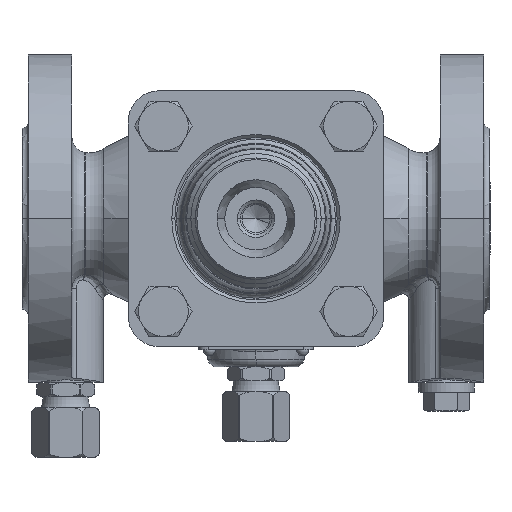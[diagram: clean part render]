
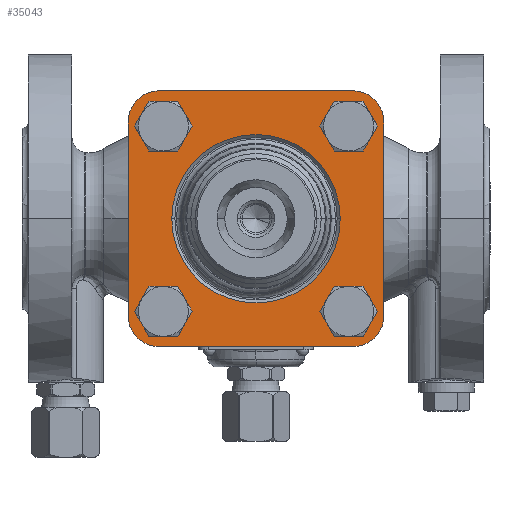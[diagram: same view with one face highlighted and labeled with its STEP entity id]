
A CAD part, front view. The second image highlights one B-rep face of the part: STEP entity #35043.
In plain terms, the highlighted planar face has unit normal (0, -1, 0).
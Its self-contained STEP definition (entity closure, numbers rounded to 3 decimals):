
#34594=CARTESIAN_POINT('',(-31.,0.,31.));
#34595=DIRECTION('',(0.,-1.,0.));
#34596=DIRECTION('',(0.,0.,1.));
#34597=AXIS2_PLACEMENT_3D('',#34594,#34595,#34596);
#34599=DIRECTION('',(1.,0.,0.));
#34600=VECTOR('',#34599,62.);
#34601=CARTESIAN_POINT('',(-31.,0.,41.));
#34602=LINE('',#34601,#34600);
#34603=CARTESIAN_POINT('',(31.,0.,31.));
#34604=DIRECTION('',(0.,-1.,0.));
#34605=DIRECTION('',(1.,0.,0.));
#34606=AXIS2_PLACEMENT_3D('',#34603,#34604,#34605);
#34608=DIRECTION('',(0.,0.,-1.));
#34609=VECTOR('',#34608,62.);
#34610=CARTESIAN_POINT('',(41.,0.,31.));
#34611=LINE('',#34610,#34609);
#34612=CARTESIAN_POINT('',(31.,0.,-31.));
#34613=DIRECTION('',(0.,-1.,0.));
#34614=DIRECTION('',(0.,0.,-1.));
#34615=AXIS2_PLACEMENT_3D('',#34612,#34613,#34614);
#34617=DIRECTION('',(-1.,0.,0.));
#34618=VECTOR('',#34617,62.);
#34619=CARTESIAN_POINT('',(31.,0.,-41.));
#34620=LINE('',#34619,#34618);
#34621=CARTESIAN_POINT('',(-31.,0.,-31.));
#34622=DIRECTION('',(0.,-1.,0.));
#34623=DIRECTION('',(-1.,0.,0.));
#34624=AXIS2_PLACEMENT_3D('',#34621,#34622,#34623);
#34626=DIRECTION('',(0.,0.,1.));
#34627=VECTOR('',#34626,62.);
#34628=CARTESIAN_POINT('',(-41.,0.,-31.));
#34629=LINE('',#34628,#34627);
#34630=CARTESIAN_POINT('',(0.,0.,
0.));
#34631=DIRECTION('',(0.,1.,0.));
#34632=DIRECTION('',(1.,0.,0.));
#34633=AXIS2_PLACEMENT_3D('',#34630,#34631,#34632);
#34635=CARTESIAN_POINT('',(0.,0.,
0.));
#34636=DIRECTION('',(0.,1.,0.));
#34637=DIRECTION('',(-1.,0.,0.));
#34638=AXIS2_PLACEMENT_3D('',#34635,#34636,#34637);
#34640=CARTESIAN_POINT('',(-29.698,0.,29.698));
#34641=DIRECTION('',(0.,-1.,0.));
#34642=DIRECTION('',(1.,0.,0.));
#34643=AXIS2_PLACEMENT_3D('',#34640,#34641,#34642);
#34645=CARTESIAN_POINT('',(-29.698,0.,29.698));
#34646=DIRECTION('',(0.,-1.,0.));
#34647=DIRECTION('',(-1.,0.,0.));
#34648=AXIS2_PLACEMENT_3D('',#34645,#34646,#34647);
#34650=CARTESIAN_POINT('',(29.698,0.,29.698));
#34651=DIRECTION('',(0.,-1.,0.));
#34652=DIRECTION('',(1.,0.,0.));
#34653=AXIS2_PLACEMENT_3D('',#34650,#34651,#34652);
#34655=CARTESIAN_POINT('',(29.698,0.,29.698));
#34656=DIRECTION('',(0.,-1.,0.));
#34657=DIRECTION('',(-1.,0.,0.));
#34658=AXIS2_PLACEMENT_3D('',#34655,#34656,#34657);
#34660=CARTESIAN_POINT('',(29.698,0.,-29.698));
#34661=DIRECTION('',(0.,-1.,0.));
#34662=DIRECTION('',(1.,0.,0.));
#34663=AXIS2_PLACEMENT_3D('',#34660,#34661,#34662);
#34665=CARTESIAN_POINT('',(29.698,0.,-29.698));
#34666=DIRECTION('',(0.,-1.,0.));
#34667=DIRECTION('',(-1.,0.,0.));
#34668=AXIS2_PLACEMENT_3D('',#34665,#34666,#34667);
#34670=CARTESIAN_POINT('',(-29.698,0.,-29.698));
#34671=DIRECTION('',(0.,-1.,0.));
#34672=DIRECTION('',(1.,0.,0.));
#34673=AXIS2_PLACEMENT_3D('',#34670,#34671,#34672);
#34675=CARTESIAN_POINT('',(-29.698,0.,-29.698));
#34676=DIRECTION('',(0.,-1.,0.));
#34677=DIRECTION('',(-1.,0.,0.));
#34678=AXIS2_PLACEMENT_3D('',#34675,#34676,#34677);
#34910=CARTESIAN_POINT('',(-31.,0.,41.));
#34911=CARTESIAN_POINT('',(-41.,0.,31.));
#34912=VERTEX_POINT('',#34910);
#34913=VERTEX_POINT('',#34911);
#34918=CARTESIAN_POINT('',(41.,0.,31.));
#34919=CARTESIAN_POINT('',(31.,0.,41.));
#34920=VERTEX_POINT('',#34918);
#34921=VERTEX_POINT('',#34919);
#34926=CARTESIAN_POINT('',(31.,0.,-41.));
#34927=CARTESIAN_POINT('',(41.,0.,-31.));
#34928=VERTEX_POINT('',#34926);
#34929=VERTEX_POINT('',#34927);
#34934=CARTESIAN_POINT('',(-41.,0.,-31.));
#34935=CARTESIAN_POINT('',(-31.,0.,-41.));
#34936=VERTEX_POINT('',#34934);
#34937=VERTEX_POINT('',#34935);
#34950=CARTESIAN_POINT('',(27.,0.,0.));
#34951=CARTESIAN_POINT('',(-27.,0.,0.));
#34952=VERTEX_POINT('',#34950);
#34953=VERTEX_POINT('',#34951);
#34958=CARTESIAN_POINT('',(-23.948,0.,29.698));
#34959=CARTESIAN_POINT('',(-35.448,0.,29.698));
#34960=VERTEX_POINT('',#34958);
#34961=VERTEX_POINT('',#34959);
#34966=CARTESIAN_POINT('',(35.448,0.,29.698));
#34967=CARTESIAN_POINT('',(23.948,0.,29.698));
#34968=VERTEX_POINT('',#34966);
#34969=VERTEX_POINT('',#34967);
#34974=CARTESIAN_POINT('',(35.448,0.,-29.698));
#34975=CARTESIAN_POINT('',(23.948,0.,-29.698));
#34976=VERTEX_POINT('',#34974);
#34977=VERTEX_POINT('',#34975);
#34982=CARTESIAN_POINT('',(-23.948,0.,-29.698));
#34983=CARTESIAN_POINT('',(-35.448,0.,-29.698));
#34984=VERTEX_POINT('',#34982);
#34985=VERTEX_POINT('',#34983);
#34990=CARTESIAN_POINT('',(0.,0.,0.));
#34991=DIRECTION('',(0.,1.,0.));
#34992=DIRECTION('',(1.,0.,0.));
#34993=AXIS2_PLACEMENT_3D('',#34990,#34991,#34992);
#34994=PLANE('',#34993);
#34996=ORIENTED_EDGE('',*,*,#34995,.F.);
#34998=ORIENTED_EDGE('',*,*,#34997,.T.);
#35000=ORIENTED_EDGE('',*,*,#34999,.F.);
#35002=ORIENTED_EDGE('',*,*,#35001,.T.);
#35004=ORIENTED_EDGE('',*,*,#35003,.F.);
#35006=ORIENTED_EDGE('',*,*,#35005,.T.);
#35008=ORIENTED_EDGE('',*,*,#35007,.F.);
#35010=ORIENTED_EDGE('',*,*,#35009,.T.);
#35011=EDGE_LOOP('',(#34996,#34998,#35000,#35002,#35004,#35006,#35008,#35010));
#35012=FACE_OUTER_BOUND('',#35011,.F.);
#35014=ORIENTED_EDGE('',*,*,#35013,.F.);
#35016=ORIENTED_EDGE('',*,*,#35015,.F.);
#35017=EDGE_LOOP('',(#35014,#35016));
#35018=FACE_BOUND('',#35017,.F.);
#35020=ORIENTED_EDGE('',*,*,#35019,.T.);
#35022=ORIENTED_EDGE('',*,*,#35021,.T.);
#35023=EDGE_LOOP('',(#35020,#35022));
#35024=FACE_BOUND('',#35023,.F.);
#35026=ORIENTED_EDGE('',*,*,#35025,.T.);
#35028=ORIENTED_EDGE('',*,*,#35027,.T.);
#35029=EDGE_LOOP('',(#35026,#35028));
#35030=FACE_BOUND('',#35029,.F.);
#35032=ORIENTED_EDGE('',*,*,#35031,.T.);
#35034=ORIENTED_EDGE('',*,*,#35033,.T.);
#35035=EDGE_LOOP('',(#35032,#35034));
#35036=FACE_BOUND('',#35035,.F.);
#35038=ORIENTED_EDGE('',*,*,#35037,.T.);
#35040=ORIENTED_EDGE('',*,*,#35039,.T.);
#35041=EDGE_LOOP('',(#35038,#35040));
#35042=FACE_BOUND('',#35041,.F.);
#35043=ADVANCED_FACE('',(#35012,#35018,#35024,#35030,#35036,#35042),#34994,.F.);
#34598=CIRCLE('',#34597,10.);
#34607=CIRCLE('',#34606,10.);
#34616=CIRCLE('',#34615,10.);
#34625=CIRCLE('',#34624,10.);
#34634=CIRCLE('',#34633,27.);
#34639=CIRCLE('',#34638,27.);
#34644=CIRCLE('',#34643,5.75);
#34649=CIRCLE('',#34648,5.75);
#34654=CIRCLE('',#34653,5.75);
#34659=CIRCLE('',#34658,5.75);
#34664=CIRCLE('',#34663,5.75);
#34669=CIRCLE('',#34668,5.75);
#34674=CIRCLE('',#34673,5.75);
#34679=CIRCLE('',#34678,5.75);
#34995=EDGE_CURVE('',#34912,#34913,#34598,.T.);
#34997=EDGE_CURVE('',#34912,#34921,#34602,.T.);
#34999=EDGE_CURVE('',#34920,#34921,#34607,.T.);
#35001=EDGE_CURVE('',#34920,#34929,#34611,.T.);
#35003=EDGE_CURVE('',#34928,#34929,#34616,.T.);
#35005=EDGE_CURVE('',#34928,#34937,#34620,.T.);
#35007=EDGE_CURVE('',#34936,#34937,#34625,.T.);
#35009=EDGE_CURVE('',#34936,#34913,#34629,.T.);
#35013=EDGE_CURVE('',#34952,#34953,#34634,.T.);
#35015=EDGE_CURVE('',#34953,#34952,#34639,.T.);
#35019=EDGE_CURVE('',#34960,#34961,#34644,.T.);
#35021=EDGE_CURVE('',#34961,#34960,#34649,.T.);
#35025=EDGE_CURVE('',#34968,#34969,#34654,.T.);
#35027=EDGE_CURVE('',#34969,#34968,#34659,.T.);
#35031=EDGE_CURVE('',#34976,#34977,#34664,.T.);
#35033=EDGE_CURVE('',#34977,#34976,#34669,.T.);
#35037=EDGE_CURVE('',#34984,#34985,#34674,.T.);
#35039=EDGE_CURVE('',#34985,#34984,#34679,.T.);
